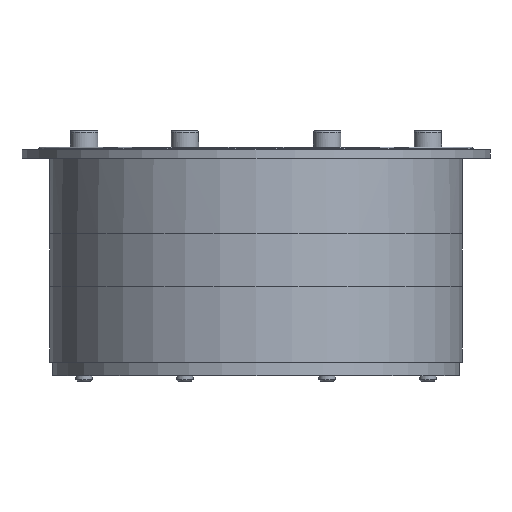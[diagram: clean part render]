
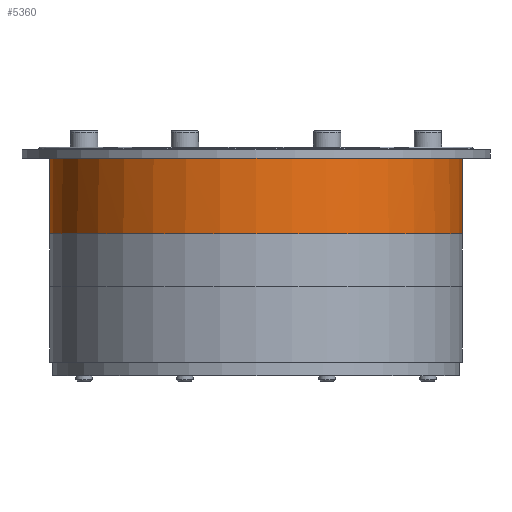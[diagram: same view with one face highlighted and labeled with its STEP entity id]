
A CAD part, front view. The second image highlights one B-rep face of the part: STEP entity #5360.
In plain terms, the highlighted cylindrical face has radius 74.9 mm (diameter 149.8 mm), a partial arc.
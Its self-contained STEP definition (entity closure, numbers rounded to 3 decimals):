
#471=FACE_OUTER_BOUND('',#790,.T.);
#790=EDGE_LOOP('',(#3762,#3763,#3764,#3765,#3766,#3767));
#1110=LINE('',#8821,#1402);
#1111=LINE('',#8822,#1403);
#1402=VECTOR('',#6807,10.);
#1403=VECTOR('',#6808,10.);
#1625=CIRCLE('',#5616,74.9);
#1659=CIRCLE('',#5663,74.9);
#1741=CIRCLE('',#5795,74.9);
#1743=CIRCLE('',#5797,74.9);
#2032=VERTEX_POINT('',#8031);
#2033=VERTEX_POINT('',#8033);
#2084=VERTEX_POINT('',#8193);
#2085=VERTEX_POINT('',#8194);
#2156=VERTEX_POINT('',#8731);
#2159=VERTEX_POINT('',#8737);
#2528=EDGE_CURVE('',#2033,#2032,#1625,.T.);
#2590=EDGE_CURVE('',#2084,#2085,#1659,.T.);
#2722=EDGE_CURVE('',#2085,#2156,#1741,.T.);
#2726=EDGE_CURVE('',#2159,#2084,#1743,.T.);
#2759=EDGE_CURVE('',#2156,#2032,#1110,.T.);
#2760=EDGE_CURVE('',#2033,#2159,#1111,.T.);
#3762=ORIENTED_EDGE('',*,*,#2528,.T.);
#3763=ORIENTED_EDGE('',*,*,#2759,.F.);
#3764=ORIENTED_EDGE('',*,*,#2722,.F.);
#3765=ORIENTED_EDGE('',*,*,#2590,.F.);
#3766=ORIENTED_EDGE('',*,*,#2726,.F.);
#3767=ORIENTED_EDGE('',*,*,#2760,.F.);
#4911=CYLINDRICAL_SURFACE('',#5819,74.9);
#5360=ADVANCED_FACE('',(#471),#4911,.T.);
#5616=AXIS2_PLACEMENT_3D('',#8034,#6330,#6331);
#5663=AXIS2_PLACEMENT_3D('',#8195,#6441,#6442);
#5795=AXIS2_PLACEMENT_3D('',#8732,#6739,#6740);
#5797=AXIS2_PLACEMENT_3D('',#8739,#6745,#6746);
#5819=AXIS2_PLACEMENT_3D('',#8820,#6805,#6806);
#6330=DIRECTION('center_axis',(0.,0.,
1.));
#6331=DIRECTION('ref_axis',(-1.,0.,0.));
#6441=DIRECTION('center_axis',(0.,0.,
1.));
#6442=DIRECTION('ref_axis',(-1.,0.,0.));
#6739=DIRECTION('center_axis',(0.,0.,
1.));
#6740=DIRECTION('ref_axis',(-1.,0.,0.));
#6745=DIRECTION('center_axis',(0.,0.,
1.));
#6746=DIRECTION('ref_axis',(-1.,0.,0.));
#6805=DIRECTION('center_axis',(0.,0.,
1.));
#6806=DIRECTION('ref_axis',(-1.,0.,0.));
#6807=DIRECTION('',(0.,0.,-1.));
#6808=DIRECTION('',(0.,0.,1.));
#8031=CARTESIAN_POINT('',(74.9,0.,-27.45));
#8033=CARTESIAN_POINT('',(-74.9,0.,-27.45));
#8034=CARTESIAN_POINT('Origin',(0.,0.,
-27.45));
#8193=CARTESIAN_POINT('',(-74.893,-1.,0.));
#8194=CARTESIAN_POINT('',(74.893,-1.,0.));
#8195=CARTESIAN_POINT('Origin',(0.,0.,
0.));
#8731=CARTESIAN_POINT('',(74.9,0.,0.));
#8732=CARTESIAN_POINT('Origin',(0.,0.,
0.));
#8737=CARTESIAN_POINT('',(-74.9,0.,0.));
#8739=CARTESIAN_POINT('Origin',(0.,0.,
0.));
#8820=CARTESIAN_POINT('Origin',(0.,0.,-37.));
#8821=CARTESIAN_POINT('',(74.9,0.,-37.));
#8822=CARTESIAN_POINT('',(-74.9,0.,-37.));
